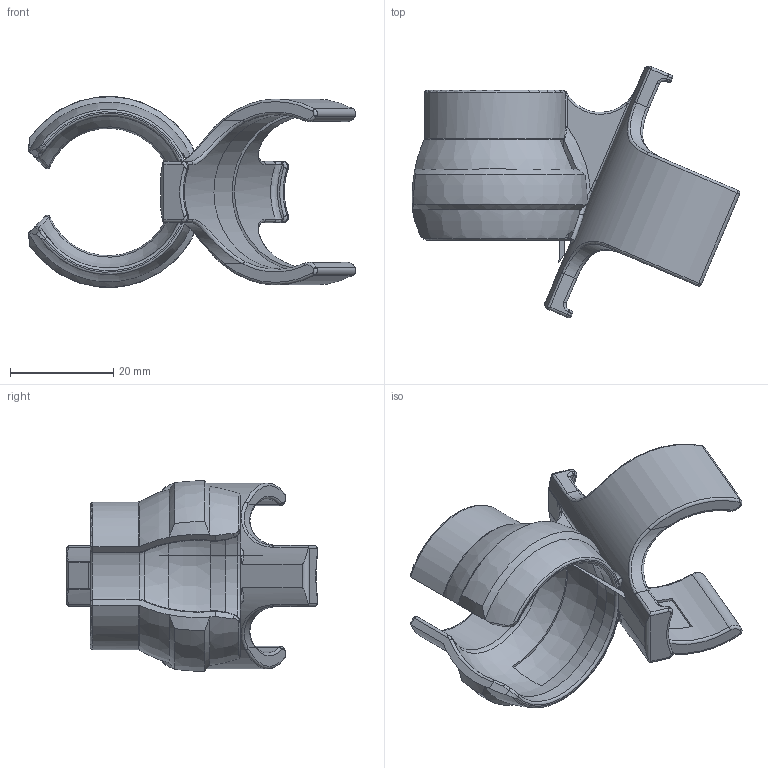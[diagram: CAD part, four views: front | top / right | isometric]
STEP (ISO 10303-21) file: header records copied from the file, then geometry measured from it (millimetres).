
FILE_DESCRIPTION(/* description */ ('Unknown'),/* implementation_level */ '2;1');
FILE_NAME(/* name */ 'CLIP COMPLETO INCLINADO',/* time_stamp */ '2023-02-08T11:36:44+01:00',/* author */ ('Unknown'),/* organization */ ('Unknown'),/* preprocessor_version */ 'ST-DEVELOPER v18.102',/* originating_system */ 'Solid Edge',/* authorisation */ 'Unknown');
FILE_SCHEMA (('AUTOMOTIVE_DESIGN {1 0 10303 214 3 1 1}'));
Length unit declared in the file: millimetre
Products named in the file (1): CLIP COMPLETO INCLINADO
Bounding box: 63.43 x 48.72 x 36.87 mm (x, y, z)
Volume: 10962.3 mm3; surface area: 9505.4 mm2
Topology: 1 solids, 1 shells, 202 faces, 499 edges, 296 vertices
Faces by surface type: cylinder 55, bspline 54, torus 51, plane 34, cone 4, sphere 4
Entity records: 6854 total; most frequent: CARTESIAN_POINT 2475, ORIENTED_EDGE 984, DIRECTION 845, EDGE_CURVE 492, AXIS2_PLACEMENT_3D 367, VERTEX_POINT 294, CIRCLE 212, EDGE_LOOP 204
